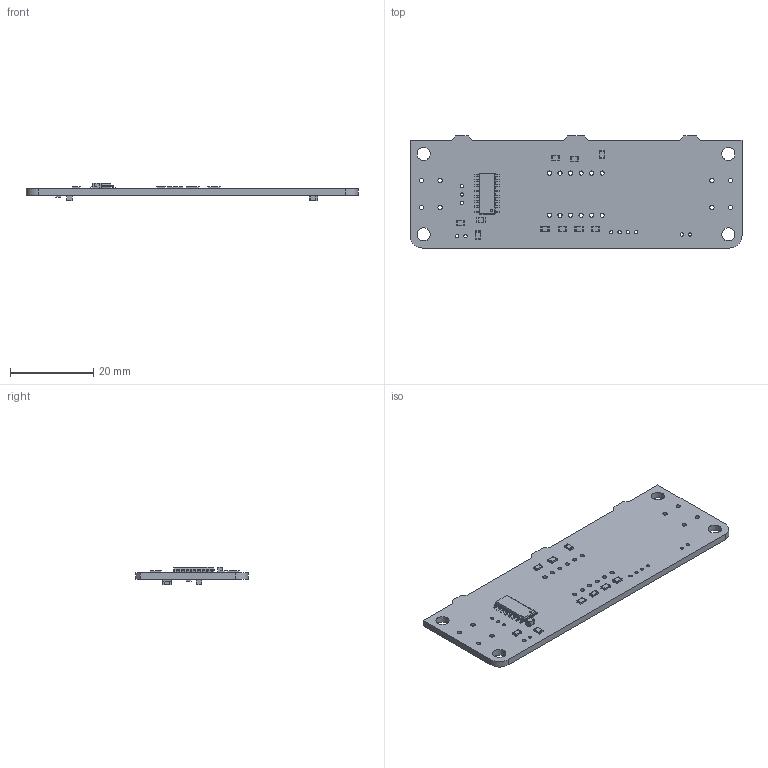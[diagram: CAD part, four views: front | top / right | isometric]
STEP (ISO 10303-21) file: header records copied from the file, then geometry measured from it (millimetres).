
FILE_DESCRIPTION(('KiCad electronic assembly'),'2;1');
FILE_NAME('status_board.step','2024-08-15T15:45:29',('Pcbnew'),('Kicad') ,'Open CASCADE STEP processor 7.8','KiCad to STEP converter','Unknown' );
FILE_SCHEMA(('AUTOMOTIVE_DESIGN { 1 0 10303 214 1 1 1 1 }'));
Length unit declared in the file: millimetre
Products named in the file (8): status_board 1; R_0805_2012Metric; SOP-16_3.9x9.9mm_P1.27mm; C_0805_2012Metric; status_board_PCB
Assembly tree (19 placements, depth 3):
  status_board 1
    R_0805_2012Metric  x11
      R_0805_2012Metric
    SOP-16_3.9x9.9mm_P1.27mm
      SOP-16_3.9x9.9mm_P1.27mm
    C_0805_2012Metric  x3
      C_0805_2012Metric
    status_board_PCB
Bounding box: 80 x 27 x 4.2 mm (x, y, z)
Volume: 3317.8 mm3; surface area: 4872.9 mm2
Topology: 16 solids, 16 shells, 692 faces, 1844 edges, 1191 vertices
Faces by surface type: plane 451, cylinder 225, bspline 16
Full cylindrical faces by diameter (mm): 0.8 x11, 1 x12, 1.05 x8, 3.2 x4
Entity records: 14334 total; most frequent: CARTESIAN_POINT 2143, ORIENTED_EDGE 2040, DIRECTION 1999, EDGE_CURVE 1020, LINE 753, VECTOR 753, VERTEX_POINT 655, AXIS2_PLACEMENT_3D 623
